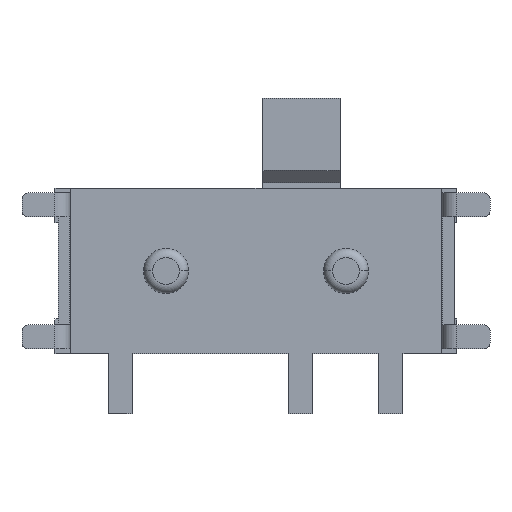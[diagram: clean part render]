
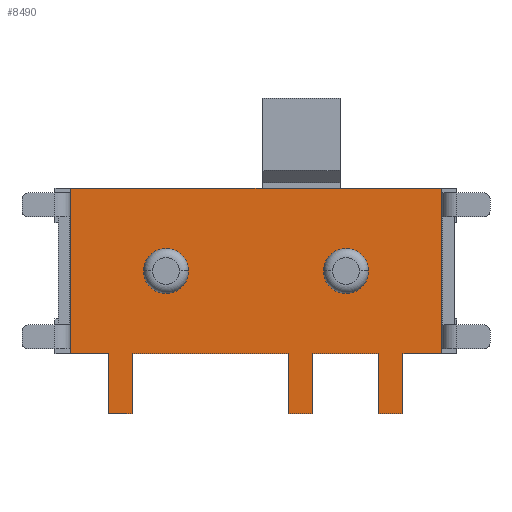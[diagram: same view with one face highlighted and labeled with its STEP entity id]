
A CAD part, front view. The second image highlights one B-rep face of the part: STEP entity #8490.
In plain terms, the highlighted planar face has unit normal (0, -1, 0).
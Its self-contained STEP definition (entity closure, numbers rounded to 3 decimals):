
#9=DIRECTION('',(1.,0.,0.));
#10=VECTOR('',#9,2.6);
#11=CARTESIAN_POINT('',(-2.05,0.,-1.375));
#12=LINE('',#11,#10);
#25=DIRECTION('',(1.,0.,0.));
#26=VECTOR('',#25,1.1);
#27=CARTESIAN_POINT('',(0.95,0.,-1.375));
#28=LINE('',#27,#26);
#41=DIRECTION('',(1.,0.,0.));
#42=VECTOR('',#41,0.64);
#43=CARTESIAN_POINT('',(2.45,0.,-1.375));
#44=LINE('',#43,#42);
#81=DIRECTION('',(1.,0.,0.));
#82=VECTOR('',#81,0.64);
#83=CARTESIAN_POINT('',(-3.09,0.,-1.375));
#84=LINE('',#83,#82);
#129=DIRECTION('',(0.,0.,-1.));
#130=VECTOR('',#129,1.);
#131=CARTESIAN_POINT('',(2.45,0.,-1.375));
#132=LINE('',#131,#130);
#133=DIRECTION('',(-1.,0.,0.));
#134=VECTOR('',#133,0.4);
#135=CARTESIAN_POINT('',(2.45,0.,-2.375));
#136=LINE('',#135,#134);
#137=DIRECTION('',(0.,0.,1.));
#138=VECTOR('',#137,1.);
#139=CARTESIAN_POINT('',(2.05,0.,-2.375));
#140=LINE('',#139,#138);
#141=DIRECTION('',(0.,0.,-1.));
#142=VECTOR('',#141,1.);
#143=CARTESIAN_POINT('',(0.95,0.,-1.375));
#144=LINE('',#143,#142);
#145=DIRECTION('',(-1.,0.,0.));
#146=VECTOR('',#145,0.4);
#147=CARTESIAN_POINT('',(0.95,0.,-2.375));
#148=LINE('',#147,#146);
#149=DIRECTION('',(0.,0.,1.));
#150=VECTOR('',#149,1.);
#151=CARTESIAN_POINT('',(0.55,0.,-2.375));
#152=LINE('',#151,#150);
#153=DIRECTION('',(0.,0.,-1.));
#154=VECTOR('',#153,1.);
#155=CARTESIAN_POINT('',(-2.05,0.,-1.375));
#156=LINE('',#155,#154);
#157=DIRECTION('',(-1.,0.,0.));
#158=VECTOR('',#157,0.4);
#159=CARTESIAN_POINT('',(-2.05,0.,-2.375));
#160=LINE('',#159,#158);
#161=DIRECTION('',(0.,0.,1.));
#162=VECTOR('',#161,1.);
#163=CARTESIAN_POINT('',(-2.45,0.,-2.375));
#164=LINE('',#163,#162);
#165=DIRECTION('',(0.,0.,1.));
#166=VECTOR('',#165,2.75);
#167=CARTESIAN_POINT('',(-3.09,0.,-1.375));
#168=LINE('',#167,#166);
#169=CARTESIAN_POINT('',(-1.5,0.,0.));
#170=DIRECTION('',(0.,-1.,0.));
#171=DIRECTION('',(1.,0.,0.));
#172=AXIS2_PLACEMENT_3D('',#169,#170,#171);
#174=CARTESIAN_POINT('',(-1.5,0.,0.));
#175=DIRECTION('',(0.,-1.,0.));
#176=DIRECTION('',(-1.,0.,0.));
#177=AXIS2_PLACEMENT_3D('',#174,#175,#176);
#179=CARTESIAN_POINT('',(1.5,0.,0.));
#180=DIRECTION('',(0.,-1.,0.));
#181=DIRECTION('',(1.,0.,0.));
#182=AXIS2_PLACEMENT_3D('',#179,#180,#181);
#184=CARTESIAN_POINT('',(1.5,0.,0.));
#185=DIRECTION('',(0.,-1.,0.));
#186=DIRECTION('',(-1.,0.,0.));
#187=AXIS2_PLACEMENT_3D('',#184,#185,#186);
#2037=DIRECTION('',(0.,0.,1.));
#2038=VECTOR('',#2037,2.75);
#2039=CARTESIAN_POINT('',(3.09,0.,-1.375));
#2040=LINE('',#2039,#2038);
#2057=DIRECTION('',(1.,0.,0.));
#2058=VECTOR('',#2057,6.18);
#2059=CARTESIAN_POINT('',(-3.09,0.,1.375));
#2060=LINE('',#2059,#2058);
#6269=CARTESIAN_POINT('',(3.09,0.,-1.375));
#6271=VERTEX_POINT('',#6269);
#6287=CARTESIAN_POINT('',(-3.09,0.,-1.375));
#6288=VERTEX_POINT('',#6287);
#6289=CARTESIAN_POINT('',(-3.09,0.,1.375));
#6290=CARTESIAN_POINT('',(3.09,0.,1.375));
#6291=VERTEX_POINT('',#6289);
#6292=VERTEX_POINT('',#6290);
#6401=CARTESIAN_POINT('',(-2.05,0.,-2.375));
#6402=CARTESIAN_POINT('',(-2.45,0.,-2.375));
#6403=VERTEX_POINT('',#6401);
#6404=VERTEX_POINT('',#6402);
#6405=CARTESIAN_POINT('',(2.45,0.,-2.375));
#6406=CARTESIAN_POINT('',(2.05,0.,-2.375));
#6407=VERTEX_POINT('',#6405);
#6408=VERTEX_POINT('',#6406);
#6429=CARTESIAN_POINT('',(-2.05,0.,-1.375));
#6430=VERTEX_POINT('',#6429);
#6431=CARTESIAN_POINT('',(-2.45,0.,-1.375));
#6432=VERTEX_POINT('',#6431);
#6433=CARTESIAN_POINT('',(2.45,0.,-1.375));
#6434=VERTEX_POINT('',#6433);
#6435=CARTESIAN_POINT('',(2.05,0.,-1.375));
#6436=VERTEX_POINT('',#6435);
#6437=CARTESIAN_POINT('',(0.55,0.,-1.375));
#6438=VERTEX_POINT('',#6437);
#6439=CARTESIAN_POINT('',(0.95,0.,-1.375));
#6440=VERTEX_POINT('',#6439);
#6645=CARTESIAN_POINT('',(0.95,0.,-2.375));
#6646=CARTESIAN_POINT('',(0.55,0.,-2.375));
#6647=VERTEX_POINT('',#6645);
#6648=VERTEX_POINT('',#6646);
#6653=CARTESIAN_POINT('',(-1.125,0.,0.));
#6654=CARTESIAN_POINT('',(-1.875,0.,0.));
#6655=VERTEX_POINT('',#6653);
#6656=VERTEX_POINT('',#6654);
#6657=CARTESIAN_POINT('',(1.875,0.,0.));
#6658=CARTESIAN_POINT('',(1.125,0.,0.));
#6659=VERTEX_POINT('',#6657);
#6660=VERTEX_POINT('',#6658);
#8444=CARTESIAN_POINT('',(-3.09,0.,-1.375));
#8445=DIRECTION('',(0.,-1.,0.));
#8446=DIRECTION('',(1.,0.,0.));
#8447=AXIS2_PLACEMENT_3D('',#8444,#8445,#8446);
#8448=PLANE('',#8447);
#8449=ORIENTED_EDGE('',*,*,#8358,.F.);
#8451=ORIENTED_EDGE('',*,*,#8450,.T.);
#8453=ORIENTED_EDGE('',*,*,#8452,.T.);
#8455=ORIENTED_EDGE('',*,*,#8454,.T.);
#8456=ORIENTED_EDGE('',*,*,#8350,.F.);
#8458=ORIENTED_EDGE('',*,*,#8457,.T.);
#8460=ORIENTED_EDGE('',*,*,#8459,.T.);
#8462=ORIENTED_EDGE('',*,*,#8461,.T.);
#8463=ORIENTED_EDGE('',*,*,#8342,.F.);
#8465=ORIENTED_EDGE('',*,*,#8464,.T.);
#8467=ORIENTED_EDGE('',*,*,#8466,.T.);
#8468=ORIENTED_EDGE('',*,*,#8436,.T.);
#8469=ORIENTED_EDGE('',*,*,#8378,.F.);
#8471=ORIENTED_EDGE('',*,*,#8470,.T.);
#8473=ORIENTED_EDGE('',*,*,#8472,.T.);
#8475=ORIENTED_EDGE('',*,*,#8474,.F.);
#8476=EDGE_LOOP('',(#8449,#8451,#8453,#8455,#8456,#8458,#8460,#8462,#8463,#8465,
#8467,#8468,#8469,#8471,#8473,#8475));
#8477=FACE_OUTER_BOUND('',#8476,.F.);
#8479=ORIENTED_EDGE('',*,*,#8478,.T.);
#8481=ORIENTED_EDGE('',*,*,#8480,.T.);
#8482=EDGE_LOOP('',(#8479,#8481));
#8483=FACE_BOUND('',#8482,.F.);
#8485=ORIENTED_EDGE('',*,*,#8484,.T.);
#8487=ORIENTED_EDGE('',*,*,#8486,.T.);
#8488=EDGE_LOOP('',(#8485,#8487));
#8489=FACE_BOUND('',#8488,.F.);
#173=CIRCLE('',#172,0.375);
#178=CIRCLE('',#177,0.375);
#183=CIRCLE('',#182,0.375);
#188=CIRCLE('',#187,0.375);
#8342=EDGE_CURVE('',#6430,#6438,#12,.T.);
#8350=EDGE_CURVE('',#6440,#6436,#28,.T.);
#8358=EDGE_CURVE('',#6434,#6271,#44,.T.);
#8378=EDGE_CURVE('',#6288,#6432,#84,.T.);
#8436=EDGE_CURVE('',#6404,#6432,#164,.T.);
#8450=EDGE_CURVE('',#6434,#6407,#132,.T.);
#8452=EDGE_CURVE('',#6407,#6408,#136,.T.);
#8454=EDGE_CURVE('',#6408,#6436,#140,.T.);
#8457=EDGE_CURVE('',#6440,#6647,#144,.T.);
#8459=EDGE_CURVE('',#6647,#6648,#148,.T.);
#8461=EDGE_CURVE('',#6648,#6438,#152,.T.);
#8464=EDGE_CURVE('',#6430,#6403,#156,.T.);
#8466=EDGE_CURVE('',#6403,#6404,#160,.T.);
#8470=EDGE_CURVE('',#6288,#6291,#168,.T.);
#8472=EDGE_CURVE('',#6291,#6292,#2060,.T.);
#8474=EDGE_CURVE('',#6271,#6292,#2040,.T.);
#8478=EDGE_CURVE('',#6655,#6656,#173,.T.);
#8480=EDGE_CURVE('',#6656,#6655,#178,.T.);
#8484=EDGE_CURVE('',#6659,#6660,#183,.T.);
#8486=EDGE_CURVE('',#6660,#6659,#188,.T.);
#8490=ADVANCED_FACE('',(#8477,#8483,#8489),#8448,.T.);
